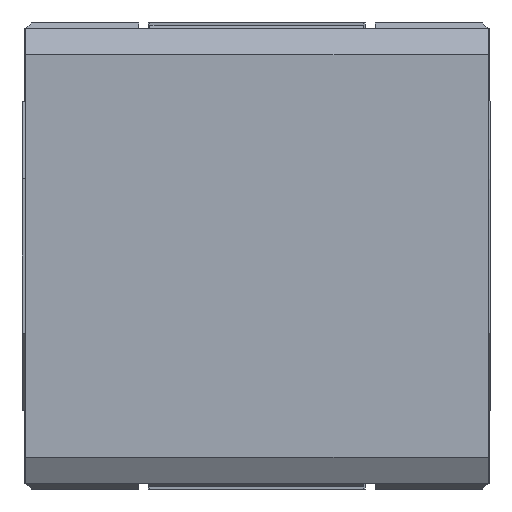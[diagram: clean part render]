
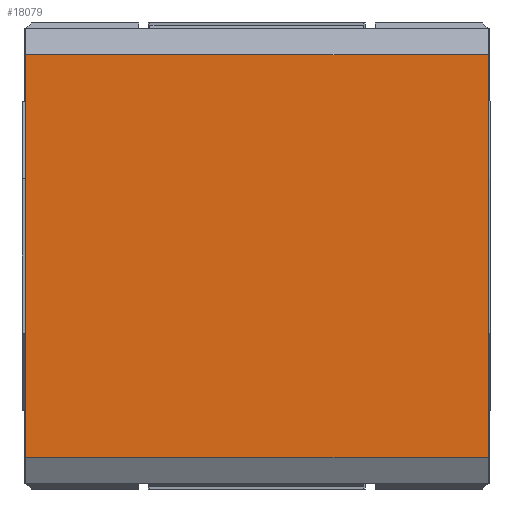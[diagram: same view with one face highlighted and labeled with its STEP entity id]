
A CAD part, front view. The second image highlights one B-rep face of the part: STEP entity #18079.
In plain terms, the highlighted planar face has unit normal (0, -1, 0).
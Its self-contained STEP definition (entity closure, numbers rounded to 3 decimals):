
#1418=PLANE('',#19059);
#2951=VERTEX_POINT('',#25498);
#2952=VERTEX_POINT('',#25500);
#2979=VERTEX_POINT('',#25558);
#2980=VERTEX_POINT('',#25560);
#4712=VECTOR('',#20873,1.);
#4743=VECTOR('',#20905,1.);
#4789=VECTOR('',#20970,1.);
#4790=VECTOR('',#20972,1.);
#6402=LINE('',#25499,#4712);
#6433=LINE('',#25559,#4743);
#6479=LINE('',#25658,#4789);
#6480=LINE('',#25660,#4790);
#8099=EDGE_CURVE('',#2951,#2952,#6402,.F.);
#8130=EDGE_CURVE('',#2980,#2979,#6433,.F.);
#8182=EDGE_CURVE('',#2952,#2979,#6479,.T.);
#8183=EDGE_CURVE('',#2951,#2980,#6480,.T.);
#10875=ORIENTED_EDGE('',*,*,#8130,.T.);
#10876=ORIENTED_EDGE('',*,*,#8182,.F.);
#10877=ORIENTED_EDGE('',*,*,#8099,.F.);
#10878=ORIENTED_EDGE('',*,*,#8183,.T.);
#15982=EDGE_LOOP('',(#10875,#10876,#10877,#10878));
#17038=FACE_BOUND('',#15982,.T.);
#18079=ADVANCED_FACE('',(#17038),#1418,.F.);
#19059=AXIS2_PLACEMENT_3D('',#25659,#20971,$);
#20873=DIRECTION('',(0.,0.,1.));
#20905=DIRECTION('',(0.,0.,1.));
#20970=DIRECTION('',(-1.,0.,0.));
#20971=DIRECTION('',(0.,1.,0.));
#20972=DIRECTION('',(-1.,0.,0.));
#25498=CARTESIAN_POINT('',(30.25,-32.5,26.336));
#25499=CARTESIAN_POINT('',(30.25,-32.5,13.168));
#25500=CARTESIAN_POINT('',(30.25,-32.5,-26.336));
#25558=CARTESIAN_POINT('',(-30.25,-32.5,-26.336));
#25559=CARTESIAN_POINT('',(-30.25,-32.5,13.168));
#25560=CARTESIAN_POINT('',(-30.25,-32.5,26.336));
#25658=CARTESIAN_POINT('',(30.25,-32.5,-26.336));
#25659=CARTESIAN_POINT('',(30.25,-32.5,26.336));
#25660=CARTESIAN_POINT('',(30.25,-32.5,26.336));
